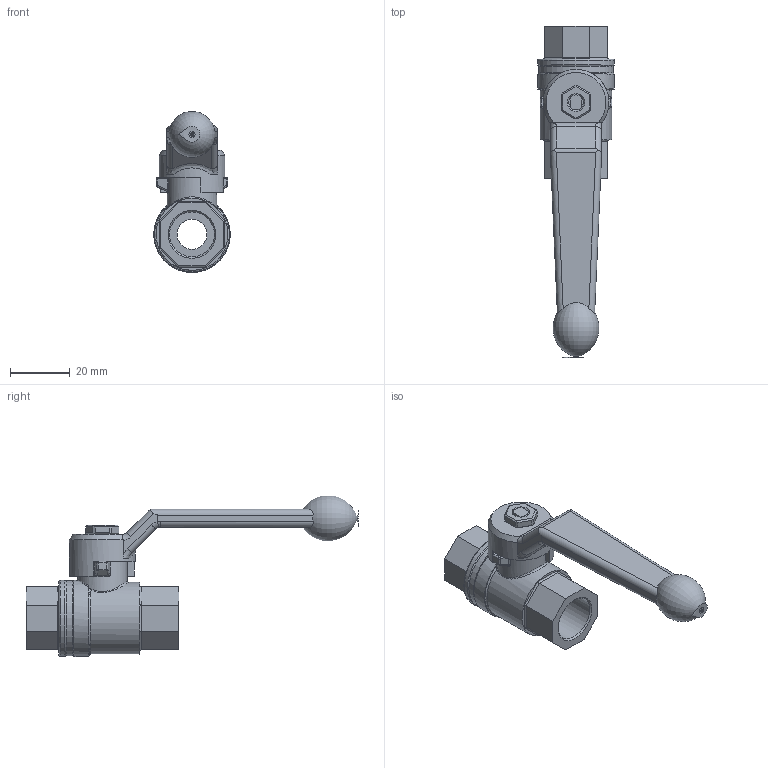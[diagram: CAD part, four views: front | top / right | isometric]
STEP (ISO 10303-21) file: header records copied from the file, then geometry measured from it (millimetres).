
FILE_DESCRIPTION(/* description */ ('Unknown'),/* implementation_level */ '2;1');
FILE_NAME(/* name */ '860-03',/* time_stamp */ '2022-08-09T12:00:28+02:00',/* author */ ('Unknown'),/* organization */ ('Unknown'),/* preprocessor_version */ 'ST-DEVELOPER v16.7',/* originating_system */ 'Solid Edge',/* authorisation */ 'Unknown');
FILE_SCHEMA (('AUTOMOTIVE_DESIGN {1 0 10303 214 3 1 1}'));
Length unit declared in the file: millimetre
Products named in the file (4): 2.104.012; 2.104-105-106.012; Hebel f. 2.104-105.010, 012, 015; M6-niedrig
Assembly tree (3 placements, depth 2):
  2.104.012
    2.104-105-106.012
    Hebel f. 2.104-105.010, 012, 015
    M6-niedrig
Bounding box: 25.5 x 110.83 x 53.76 mm (x, y, z)
Volume: 26924.8 mm3; surface area: 12658 mm2
Topology: 3 solids, 3 shells, 204 faces, 505 edges, 310 vertices
Faces by surface type: plane 94, cylinder 67, bspline 17, torus 11, sphere 8, cone 7
Full cylindrical faces by diameter (mm): 4.917 x1, 6.5 x1, 10 x1, 14.95 x2, 16.5 x1, 18 x1, 22 x1, 24 x1, 25 x1, 25.5 x2
Entity records: 7234 total; most frequent: CARTESIAN_POINT 1531, ORIENTED_EDGE 940, DIRECTION 937, EDGE_CURVE 470, AXIS2_PLACEMENT_3D 340, VERTEX_POINT 299, LINE 257, VECTOR 257
